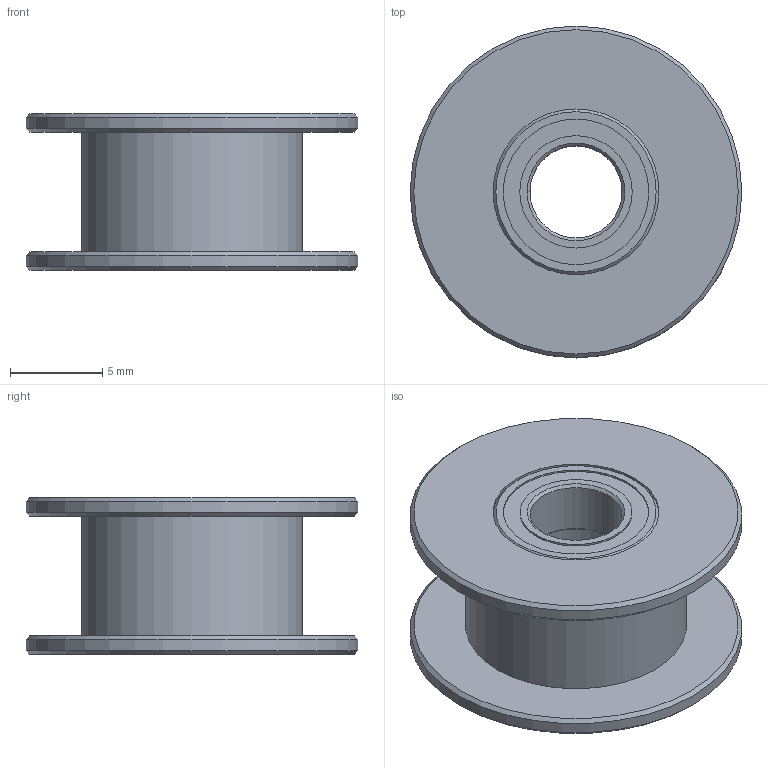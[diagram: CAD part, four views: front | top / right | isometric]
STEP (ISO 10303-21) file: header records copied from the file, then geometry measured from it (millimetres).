
FILE_DESCRIPTION(('FreeCAD Model'),'2;1');
FILE_NAME('idler-wheel_GT2-6mm-20T-flat_bore_5.step','2019-10-20T09:01:40',('Sisil Galog'),(''), 'Open CASCADE STEP processor 7.3','FreeCAD','Unknown');
FILE_SCHEMA(('CONFIG_CONTROL_DESIGN','SHAPE_APPEARANCE_LAYER_MIM'));
Length unit declared in the file: millimetre
Products named in the file (1): idler-wheel_GT2-6mm-20T/flat_bore_5_001
Bounding box: 18 x 18 x 8.5 mm (x, y, z)
Volume: 1144.1 mm3; surface area: 2068.4 mm2
Topology: 5 solids, 5 shells, 56 faces, 90 edges, 56 vertices
Faces by surface type: cylinder 22, plane 22, cone 12
Full cylindrical faces by diameter (mm): 5 x2, 6 x1, 6.1 x6, 7.9 x6, 9 x4, 12 x1, 18 x2
Entity records: 2926 total; most frequent: DIRECTION 440, CARTESIAN_POINT 383, ORIENTED_EDGE 180, PCURVE 180, DEFINITIONAL_REPRESENTATION 180, LINE 170, VECTOR 170, AXIS2_PLACEMENT_3D 113
